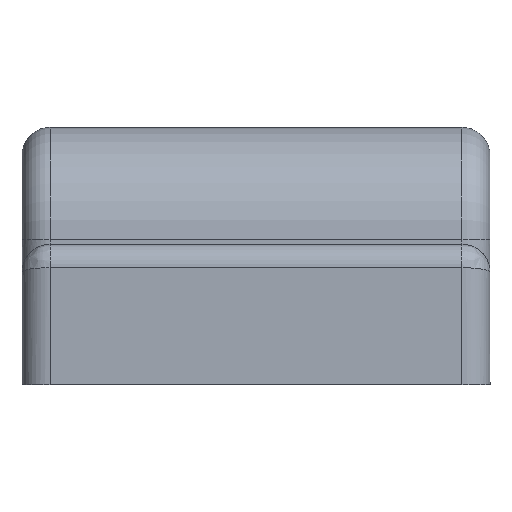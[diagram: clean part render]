
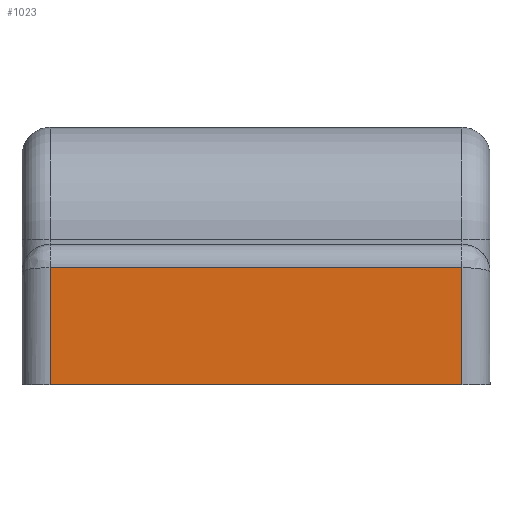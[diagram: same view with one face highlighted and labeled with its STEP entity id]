
A CAD part, front view. The second image highlights one B-rep face of the part: STEP entity #1023.
In plain terms, the highlighted planar face has unit normal (0, -1, 0).
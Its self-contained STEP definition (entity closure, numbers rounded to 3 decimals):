
#7 = CARTESIAN_POINT ( 'NONE',  ( -8.8, -13.5, 6. ) ) ;
#53 = CARTESIAN_POINT ( 'NONE',  ( 8.8, -13.5, 12. ) ) ;
#54 = VECTOR ( 'NONE', #1117, 1000. ) ;
#83 = CARTESIAN_POINT ( 'NONE',  ( 8.8, -13.5, 6. ) ) ;
#116 = CARTESIAN_POINT ( 'NONE',  ( 8.8, -13.5, 1. ) ) ;
#140 = LINE ( 'NONE', #1325, #54 ) ;
#173 = AXIS2_PLACEMENT_3D ( 'NONE', #307, #724, #1153 ) ;
#197 = EDGE_CURVE ( 'NONE', #1101, #1046, #140, .T. ) ;
#307 = CARTESIAN_POINT ( 'NONE',  ( 10., -13.5, 12. ) ) ;
#322 = LINE ( 'NONE', #1150, #1171 ) ;
#392 = VECTOR ( 'NONE', #701, 1000. ) ;
#410 = PLANE ( 'NONE',  #173 ) ;
#530 = EDGE_CURVE ( 'NONE', #1046, #938, #1004, .T. ) ;
#547 = DIRECTION ( 'NONE',  ( 0., 0., -1. ) ) ;
#551 = CARTESIAN_POINT ( 'NONE',  ( -8.8, -13.5, 1. ) ) ;
#579 = ORIENTED_EDGE ( 'NONE', *, *, #197, .T. ) ;
#588 = VECTOR ( 'NONE', #756, 1000. ) ;
#701 = DIRECTION ( 'NONE',  ( 0., 0., 1. ) ) ;
#724 = DIRECTION ( 'NONE',  ( 0., 1., 0. ) ) ;
#756 = DIRECTION ( 'NONE',  ( -1., 0., 0. ) ) ;
#785 = EDGE_CURVE ( 'NONE', #938, #1336, #894, .T. ) ;
#865 = CARTESIAN_POINT ( 'NONE',  ( 10., -13.5, 6. ) ) ;
#869 = ORIENTED_EDGE ( 'NONE', *, *, #785, .T. ) ;
#894 = LINE ( 'NONE', #865, #588 ) ;
#938 = VERTEX_POINT ( 'NONE', #83 ) ;
#1004 = LINE ( 'NONE', #53, #392 ) ;
#1023 = ADVANCED_FACE ( 'NONE', ( #1362 ), #410, .F. ) ;
#1046 = VERTEX_POINT ( 'NONE', #116 ) ;
#1101 = VERTEX_POINT ( 'NONE', #551 ) ;
#1117 = DIRECTION ( 'NONE',  ( 1., 0., 0. ) ) ;
#1142 = EDGE_LOOP ( 'NONE', ( #1291, #579, #1368, #869 ) ) ;
#1150 = CARTESIAN_POINT ( 'NONE',  ( -8.8, -13.5, 12. ) ) ;
#1153 = DIRECTION ( 'NONE',  ( -1., 0., 0. ) ) ;
#1171 = VECTOR ( 'NONE', #547, 1000. ) ;
#1271 = EDGE_CURVE ( 'NONE', #1336, #1101, #322, .T. ) ;
#1291 = ORIENTED_EDGE ( 'NONE', *, *, #1271, .T. ) ;
#1325 = CARTESIAN_POINT ( 'NONE',  ( -10., -13.5, 1. ) ) ;
#1336 = VERTEX_POINT ( 'NONE', #7 ) ;
#1362 = FACE_OUTER_BOUND ( 'NONE', #1142, .T. ) ;
#1368 = ORIENTED_EDGE ( 'NONE', *, *, #530, .T. ) ;
